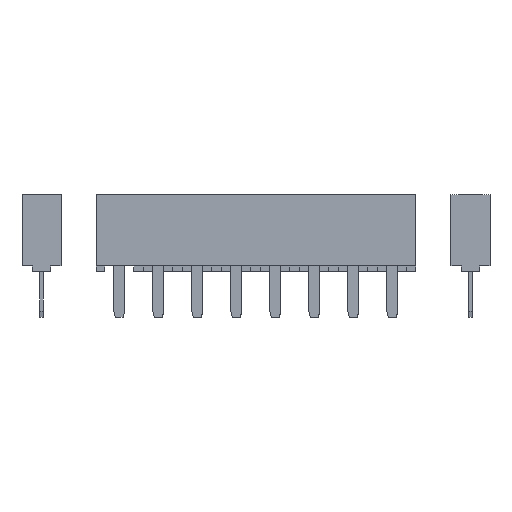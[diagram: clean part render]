
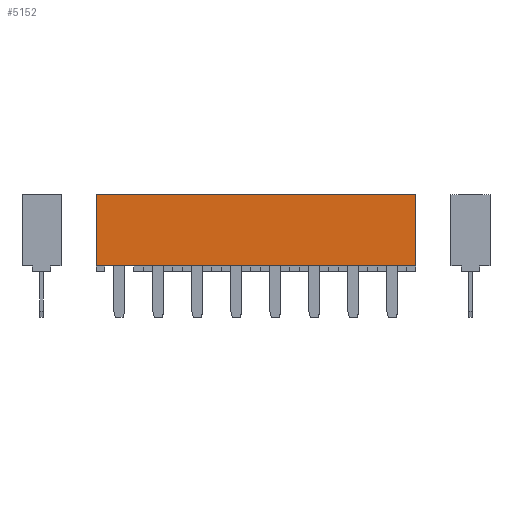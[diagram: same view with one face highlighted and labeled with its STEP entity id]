
A CAD part, left-side view. The second image highlights one B-rep face of the part: STEP entity #5152.
In plain terms, the highlighted planar face has unit normal (-1, 0, 0).
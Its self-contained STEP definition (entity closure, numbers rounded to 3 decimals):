
#364=FACE_OUTER_BOUND('',#1052,.F.);
#1052=EDGE_LOOP('',(#2283,#2284,#2285,#2286));
#2283=ORIENTED_EDGE('',*,*,#10000,.F.);
#2284=ORIENTED_EDGE('',*,*,#9893,.F.);
#2285=ORIENTED_EDGE('',*,*,#10001,.T.);
#2286=ORIENTED_EDGE('',*,*,#9960,.T.);
#5152=ADVANCED_FACE('',(#364),#5832,.T.);
#5832=PLANE('',#13072);
#6525=LINE('',#17091,#8209);
#6592=LINE('',#17158,#8276);
#6632=LINE('',#17198,#8316);
#6633=LINE('',#17199,#8317);
#8209=VECTOR('',#13687,20.82);
#8276=VECTOR('',#13754,20.82);
#8316=VECTOR('',#13794,4.65);
#8317=VECTOR('',#13795,4.65);
#9893=EDGE_CURVE('',#11806,#11805,#6525,.T.);
#9960=EDGE_CURVE('',#11739,#11738,#6592,.T.);
#10000=EDGE_CURVE('',#11805,#11738,#6632,.T.);
#10001=EDGE_CURVE('',#11806,#11739,#6633,.T.);
#11738=VERTEX_POINT('',#17012);
#11739=VERTEX_POINT('',#17013);
#11805=VERTEX_POINT('',#17079);
#11806=VERTEX_POINT('',#17080);
#13072=AXIS2_PLACEMENT_3D('',#17595,#14324,#14325);
#13687=DIRECTION('',(0.,-1.,0.));
#13754=DIRECTION('',(0.,-1.,0.));
#13794=DIRECTION('',(0.,0.,1.));
#13795=DIRECTION('',(0.,0.,1.));
#14324=DIRECTION('',(-1.,0.,0.));
#14325=DIRECTION('',(0.,-1.,0.));
#17012=CARTESIAN_POINT('',(-15.24,-10.4,5.));
#17013=CARTESIAN_POINT('',(-15.24,10.42,5.));
#17079=CARTESIAN_POINT('',(-15.24,-10.4,0.35));
#17080=CARTESIAN_POINT('',(-15.24,10.42,0.35));
#17091=CARTESIAN_POINT('',(-15.24,10.42,0.35));
#17158=CARTESIAN_POINT('',(-15.24,10.42,5.));
#17198=CARTESIAN_POINT('',(-15.24,-10.4,0.35));
#17199=CARTESIAN_POINT('',(-15.24,10.42,0.35));
#17595=CARTESIAN_POINT('',(-15.24,11.461,-0.691));
